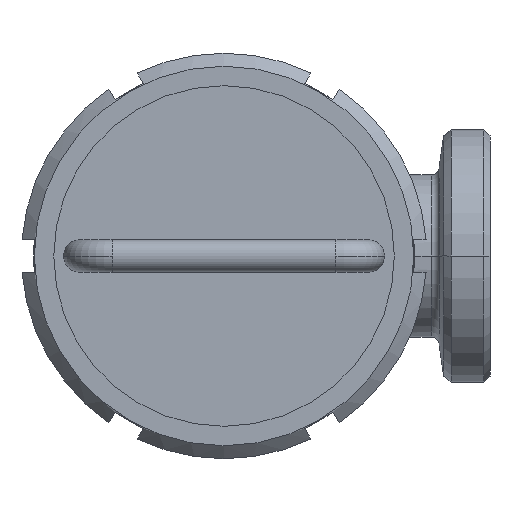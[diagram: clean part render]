
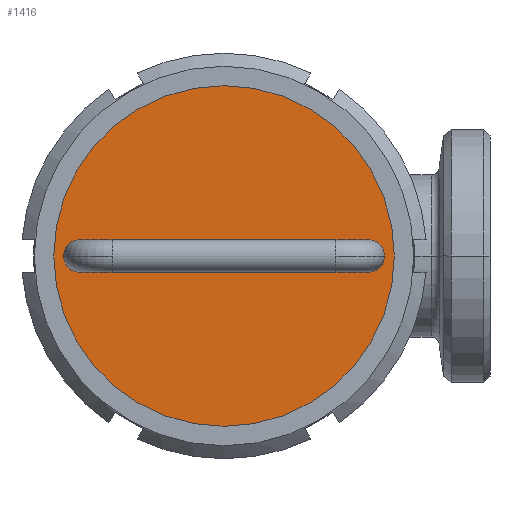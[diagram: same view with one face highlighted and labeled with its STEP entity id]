
A CAD part, left-side view. The second image highlights one B-rep face of the part: STEP entity #1416.
In plain terms, the highlighted planar face has unit normal (-1, 0, 0).
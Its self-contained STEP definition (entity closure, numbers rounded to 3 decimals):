
#14 = EDGE_CURVE ( 'NONE', #259, #573, #2646, .T. ) ;
#80 = AXIS2_PLACEMENT_3D ( 'NONE', #753, #265, #785 ) ;
#244 = ORIENTED_EDGE ( 'NONE', *, *, #2319, .F. ) ;
#259 = VERTEX_POINT ( 'NONE', #2666 ) ;
#263 = DIRECTION ( 'NONE',  ( 0., 1., 0. ) ) ;
#265 = DIRECTION ( 'NONE',  ( -1., 0., 0. ) ) ;
#455 = EDGE_CURVE ( 'NONE', #3154, #1846, #1945, .T. ) ;
#480 = CARTESIAN_POINT ( 'NONE',  ( -212.9, -44.5, 5. ) ) ;
#494 = CARTESIAN_POINT ( 'NONE',  ( -212.9, 52.5, 0. ) ) ;
#519 = CARTESIAN_POINT ( 'NONE',  ( -212.9, 44.5, 0. ) ) ;
#573 = VERTEX_POINT ( 'NONE', #2643 ) ;
#618 = AXIS2_PLACEMENT_3D ( 'NONE', #1906, #1705, #2174 ) ;
#735 = ORIENTED_EDGE ( 'NONE', *, *, #1684, .T. ) ;
#753 = CARTESIAN_POINT ( 'NONE',  ( -212.9, 44.5, 0. ) ) ;
#785 = DIRECTION ( 'NONE',  ( 0., 1., 0. ) ) ;
#929 = CARTESIAN_POINT ( 'NONE',  ( -212.9, 44.5, 5. ) ) ;
#972 = DIRECTION ( 'NONE',  ( 0., 1., 0. ) ) ;
#990 = CARTESIAN_POINT ( 'NONE',  ( -212.9, 44.5, -5. ) ) ;
#1018 = DIRECTION ( 'NONE',  ( 0., 1., 0. ) ) ;
#1027 = FACE_BOUND ( 'NONE', #2265, .T. ) ;
#1152 = ORIENTED_EDGE ( 'NONE', *, *, #14, .T. ) ;
#1229 = DIRECTION ( 'NONE',  ( -1., 0., 0. ) ) ;
#1306 = CIRCLE ( 'NONE', #2802, 52.5 ) ;
#1378 = DIRECTION ( 'NONE',  ( -1., 0., 0. ) ) ;
#1416 = ADVANCED_FACE ( 'NONE', ( #1566, #1027, #3077 ), #2789, .F. ) ;
#1452 = DIRECTION ( 'NONE',  ( 0., -1., 0. ) ) ;
#1506 = CARTESIAN_POINT ( 'NONE',  ( -212.9, -44.5, 0. ) ) ;
#1531 = ORIENTED_EDGE ( 'NONE', *, *, #3284, .F. ) ;
#1566 = FACE_BOUND ( 'NONE', #2269, .T. ) ;
#1684 = EDGE_CURVE ( 'NONE', #573, #259, #1306, .T. ) ;
#1705 = DIRECTION ( 'NONE',  ( -1., 0., 0. ) ) ;
#1756 = CARTESIAN_POINT ( 'NONE',  ( -212.9, 0., 0. ) ) ;
#1846 = VERTEX_POINT ( 'NONE', #929 ) ;
#1906 = CARTESIAN_POINT ( 'NONE',  ( -212.9, -44.5, 0. ) ) ;
#1922 = AXIS2_PLACEMENT_3D ( 'NONE', #494, #3061, #263 ) ;
#1945 = CIRCLE ( 'NONE', #80, 5. ) ;
#2087 = CARTESIAN_POINT ( 'NONE',  ( -212.9, -44.5, -5. ) ) ;
#2100 = AXIS2_PLACEMENT_3D ( 'NONE', #1756, #1229, #1452 ) ;
#2174 = DIRECTION ( 'NONE',  ( 0., 1., 0. ) ) ;
#2209 = AXIS2_PLACEMENT_3D ( 'NONE', #1506, #2580, #972 ) ;
#2215 = DIRECTION ( 'NONE',  ( 0., -1., 0. ) ) ;
#2265 = EDGE_LOOP ( 'NONE', ( #2493, #1531 ) ) ;
#2269 = EDGE_LOOP ( 'NONE', ( #3253, #244 ) ) ;
#2319 = EDGE_CURVE ( 'NONE', #2498, #2826, #2852, .T. ) ;
#2357 = CIRCLE ( 'NONE', #2782, 5. ) ;
#2493 = ORIENTED_EDGE ( 'NONE', *, *, #455, .F. ) ;
#2498 = VERTEX_POINT ( 'NONE', #2087 ) ;
#2564 = DIRECTION ( 'NONE',  ( -1., 0., 0. ) ) ;
#2580 = DIRECTION ( 'NONE',  ( -1., 0., 0. ) ) ;
#2604 = EDGE_CURVE ( 'NONE', #2826, #2498, #3057, .T. ) ;
#2643 = CARTESIAN_POINT ( 'NONE',  ( -212.9, 52.5, 0. ) ) ;
#2646 = CIRCLE ( 'NONE', #2100, 52.5 ) ;
#2662 = CARTESIAN_POINT ( 'NONE',  ( -212.9, 0., 0. ) ) ;
#2666 = CARTESIAN_POINT ( 'NONE',  ( -212.9, -52.5, 0. ) ) ;
#2782 = AXIS2_PLACEMENT_3D ( 'NONE', #519, #2564, #1018 ) ;
#2789 = PLANE ( 'NONE',  #1922 ) ;
#2802 = AXIS2_PLACEMENT_3D ( 'NONE', #2662, #1378, #2215 ) ;
#2826 = VERTEX_POINT ( 'NONE', #480 ) ;
#2852 = CIRCLE ( 'NONE', #2209, 5. ) ;
#3057 = CIRCLE ( 'NONE', #618, 5. ) ;
#3061 = DIRECTION ( 'NONE',  ( 1., 0., 0. ) ) ;
#3077 = FACE_OUTER_BOUND ( 'NONE', #3125, .T. ) ;
#3125 = EDGE_LOOP ( 'NONE', ( #1152, #735 ) ) ;
#3154 = VERTEX_POINT ( 'NONE', #990 ) ;
#3253 = ORIENTED_EDGE ( 'NONE', *, *, #2604, .F. ) ;
#3284 = EDGE_CURVE ( 'NONE', #1846, #3154, #2357, .T. ) ;
